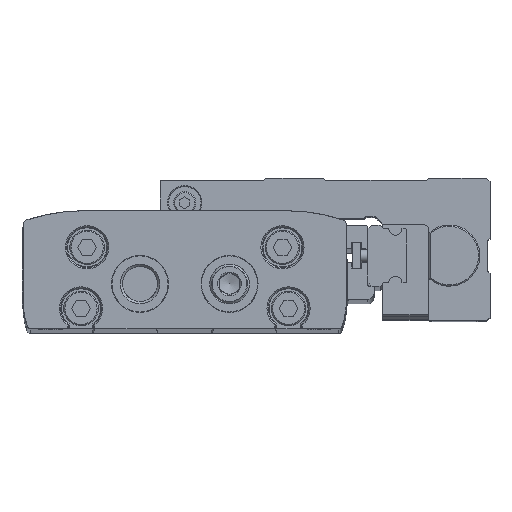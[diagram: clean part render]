
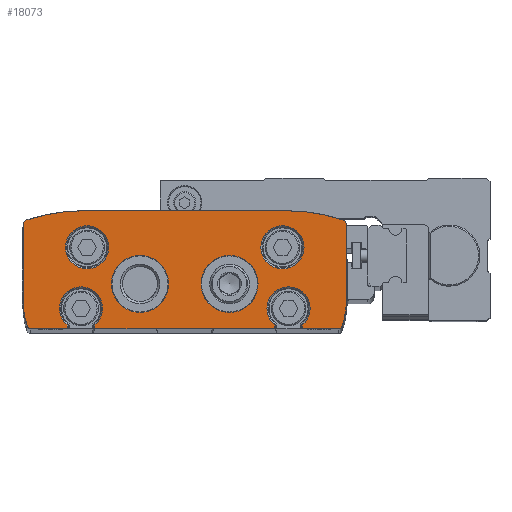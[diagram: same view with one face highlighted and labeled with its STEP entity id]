
A CAD part, top view. The second image highlights one B-rep face of the part: STEP entity #18073.
In plain terms, the highlighted planar face has unit normal (0, 0, 1).
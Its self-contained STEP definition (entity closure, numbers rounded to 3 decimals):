
#802=CIRCLE('',#22140,5.3);
#803=CIRCLE('',#22141,5.3);
#804=CIRCLE('',#22142,1.);
#805=CIRCLE('',#22143,21.);
#806=CIRCLE('',#22144,1.);
#807=CIRCLE('',#22145,45.);
#808=CIRCLE('',#22146,45.);
#809=CIRCLE('',#22147,1.);
#810=CIRCLE('',#22148,21.);
#811=CIRCLE('',#22149,1.);
#812=CIRCLE('',#22150,5.3);
#813=CIRCLE('',#22151,5.3);
#814=CIRCLE('',#22152,7.);
#815=CIRCLE('',#22153,7.);
#1848=ORIENTED_EDGE('',*,*,#6855,.F.);
#1849=ORIENTED_EDGE('',*,*,#6844,.T.);
#1850=ORIENTED_EDGE('',*,*,#6704,.T.);
#1851=ORIENTED_EDGE('',*,*,#6846,.F.);
#1852=ORIENTED_EDGE('',*,*,#6856,.F.);
#1853=ORIENTED_EDGE('',*,*,#6854,.T.);
#1854=ORIENTED_EDGE('',*,*,#6696,.T.);
#1855=ORIENTED_EDGE('',*,*,#6857,.T.);
#1856=ORIENTED_EDGE('',*,*,#6858,.T.);
#1857=ORIENTED_EDGE('',*,*,#6859,.T.);
#1858=ORIENTED_EDGE('',*,*,#6860,.T.);
#1859=ORIENTED_EDGE('',*,*,#6861,.T.);
#1860=ORIENTED_EDGE('',*,*,#6862,.T.);
#1861=ORIENTED_EDGE('',*,*,#6863,.T.);
#1862=ORIENTED_EDGE('',*,*,#6864,.T.);
#1863=ORIENTED_EDGE('',*,*,#6865,.T.);
#1864=ORIENTED_EDGE('',*,*,#6866,.T.);
#1865=ORIENTED_EDGE('',*,*,#6867,.T.);
#1866=ORIENTED_EDGE('',*,*,#6692,.T.);
#1867=ORIENTED_EDGE('',*,*,#6836,.F.);
#1868=ORIENTED_EDGE('',*,*,#6868,.F.);
#1869=ORIENTED_EDGE('',*,*,#6869,.F.);
#1870=ORIENTED_EDGE('',*,*,#6870,.F.);
#1871=ORIENTED_EDGE('',*,*,#6871,.F.);
#6692=EDGE_CURVE('',#9212,#9211,#11027,.T.);
#6696=EDGE_CURVE('',#9216,#9215,#11031,.T.);
#6704=EDGE_CURVE('',#9224,#9223,#11035,.T.);
#6836=EDGE_CURVE('',#9343,#9211,#11113,.T.);
#6844=EDGE_CURVE('',#9348,#9224,#11120,.T.);
#6846=EDGE_CURVE('',#9349,#9223,#11121,.T.);
#6854=EDGE_CURVE('',#9354,#9216,#11128,.T.);
#6855=EDGE_CURVE('',#9348,#9343,#802,.T.);
#6856=EDGE_CURVE('',#9354,#9349,#803,.T.);
#6857=EDGE_CURVE('',#9215,#9355,#804,.T.);
#6858=EDGE_CURVE('',#9355,#9356,#805,.T.);
#6859=EDGE_CURVE('',#9356,#9357,#11129,.T.);
#6860=EDGE_CURVE('',#9357,#9358,#806,.T.);
#6861=EDGE_CURVE('',#9358,#9359,#807,.T.);
#6862=EDGE_CURVE('',#9359,#9360,#11130,.T.);
#6863=EDGE_CURVE('',#9360,#9361,#808,.T.);
#6864=EDGE_CURVE('',#9361,#9362,#809,.T.);
#6865=EDGE_CURVE('',#9362,#9363,#11131,.T.);
#6866=EDGE_CURVE('',#9363,#9364,#810,.T.);
#6867=EDGE_CURVE('',#9364,#9212,#811,.T.);
#6868=EDGE_CURVE('',#9365,#9365,#812,.T.);
#6869=EDGE_CURVE('',#9366,#9366,#813,.T.);
#6870=EDGE_CURVE('',#9367,#9367,#814,.T.);
#6871=EDGE_CURVE('',#9368,#9368,#815,.T.);
#9211=VERTEX_POINT('',#29888);
#9212=VERTEX_POINT('',#29890);
#9215=VERTEX_POINT('',#29896);
#9216=VERTEX_POINT('',#29898);
#9223=VERTEX_POINT('',#29912);
#9224=VERTEX_POINT('',#29914);
#9343=VERTEX_POINT('',#30196);
#9348=VERTEX_POINT('',#30215);
#9349=VERTEX_POINT('',#30222);
#9354=VERTEX_POINT('',#30241);
#9355=VERTEX_POINT('',#30247);
#9356=VERTEX_POINT('',#30249);
#9357=VERTEX_POINT('',#30251);
#9358=VERTEX_POINT('',#30253);
#9359=VERTEX_POINT('',#30255);
#9360=VERTEX_POINT('',#30257);
#9361=VERTEX_POINT('',#30259);
#9362=VERTEX_POINT('',#30261);
#9363=VERTEX_POINT('',#30263);
#9364=VERTEX_POINT('',#30265);
#9365=VERTEX_POINT('',#30268);
#9366=VERTEX_POINT('',#30270);
#9367=VERTEX_POINT('',#30272);
#9368=VERTEX_POINT('',#30274);
#11027=LINE('',#29889,#12574);
#11031=LINE('',#29897,#12578);
#11035=LINE('',#29913,#12582);
#11113=LINE('',#30198,#12660);
#11120=LINE('',#30216,#12667);
#11121=LINE('',#30224,#12668);
#11128=LINE('',#30242,#12675);
#11129=LINE('',#30250,#12676);
#11130=LINE('',#30256,#12677);
#11131=LINE('',#30262,#12678);
#12574=VECTOR('',#24162,1000.);
#12578=VECTOR('',#24166,1000.);
#12582=VECTOR('',#24178,1000.);
#12660=VECTOR('',#24388,1000.);
#12667=VECTOR('',#24401,1000.);
#12668=VECTOR('',#24404,1000.);
#12675=VECTOR('',#24417,1000.);
#12676=VECTOR('',#24428,1000.);
#12677=VECTOR('',#24433,1000.);
#12678=VECTOR('',#24438,1000.);
#14161=EDGE_LOOP('',(#1848,#1849,#1850,#1851,#1852,#1853,#1854,#1855,#1856,
#1857,#1858,#1859,#1860,#1861,#1862,#1863,#1864,#1865,#1866,#1867));
#14162=EDGE_LOOP('',(#1868));
#14163=EDGE_LOOP('',(#1869));
#14164=EDGE_LOOP('',(#1870));
#14165=EDGE_LOOP('',(#1871));
#15826=FACE_BOUND('',#14161,.T.);
#15827=FACE_BOUND('',#14162,.T.);
#15828=FACE_BOUND('',#14163,.T.);
#15829=FACE_BOUND('',#14164,.T.);
#15830=FACE_BOUND('',#14165,.T.);
#17484=PLANE('',#22139);
#18073=ADVANCED_FACE('',(#15826,#15827,#15828,#15829,#15830),#17484,.T.);
#22139=AXIS2_PLACEMENT_3D('',#30243,#24418,#24419);
#22140=AXIS2_PLACEMENT_3D('',#30244,#24420,#24421);
#22141=AXIS2_PLACEMENT_3D('',#30245,#24422,#24423);
#22142=AXIS2_PLACEMENT_3D('',#30246,#24424,#24425);
#22143=AXIS2_PLACEMENT_3D('',#30248,#24426,#24427);
#22144=AXIS2_PLACEMENT_3D('',#30252,#24429,#24430);
#22145=AXIS2_PLACEMENT_3D('',#30254,#24431,#24432);
#22146=AXIS2_PLACEMENT_3D('',#30258,#24434,#24435);
#22147=AXIS2_PLACEMENT_3D('',#30260,#24436,#24437);
#22148=AXIS2_PLACEMENT_3D('',#30264,#24439,#24440);
#22149=AXIS2_PLACEMENT_3D('',#30266,#24441,#24442);
#22150=AXIS2_PLACEMENT_3D('',#30267,#24443,#24444);
#22151=AXIS2_PLACEMENT_3D('',#30269,#24445,#24446);
#22152=AXIS2_PLACEMENT_3D('',#30271,#24447,#24448);
#22153=AXIS2_PLACEMENT_3D('',#30273,#24449,#24450);
#24162=DIRECTION('',(1.,0.,0.));
#24166=DIRECTION('',(1.,0.,0.));
#24178=DIRECTION('',(1.,0.,0.));
#24388=DIRECTION('',(0.,-1.,0.));
#24401=DIRECTION('',(0.,-1.,0.));
#24404=DIRECTION('',(0.,-1.,0.));
#24417=DIRECTION('',(0.,-1.,0.));
#24418=DIRECTION('',(0.,0.,1.));
#24419=DIRECTION('',(1.,0.,0.));
#24420=DIRECTION('',(0.,0.,1.));
#24421=DIRECTION('',(1.,0.,0.));
#24422=DIRECTION('',(0.,0.,1.));
#24423=DIRECTION('',(1.,0.,0.));
#24424=DIRECTION('',(0.,0.,1.));
#24425=DIRECTION('',(1.,0.,0.));
#24426=DIRECTION('',(0.,0.,1.));
#24427=DIRECTION('',(1.,0.,0.));
#24428=DIRECTION('',(0.,1.,0.));
#24429=DIRECTION('',(0.,0.,1.));
#24430=DIRECTION('',(1.,0.,0.));
#24431=DIRECTION('',(0.,0.,1.));
#24432=DIRECTION('',(1.,0.,0.));
#24433=DIRECTION('',(-1.,0.,0.));
#24434=DIRECTION('',(0.,0.,1.));
#24435=DIRECTION('',(1.,0.,0.));
#24436=DIRECTION('',(0.,0.,1.));
#24437=DIRECTION('',(1.,0.,0.));
#24438=DIRECTION('',(0.,-1.,0.));
#24439=DIRECTION('',(0.,0.,1.));
#24440=DIRECTION('',(1.,0.,0.));
#24441=DIRECTION('',(0.,0.,1.));
#24442=DIRECTION('',(1.,0.,0.));
#24443=DIRECTION('',(0.,0.,1.));
#24444=DIRECTION('',(1.,0.,0.));
#24445=DIRECTION('',(0.,0.,1.));
#24446=DIRECTION('',(1.,0.,0.));
#24447=DIRECTION('',(0.,0.,1.));
#24448=DIRECTION('',(1.,0.,0.));
#24449=DIRECTION('',(0.,0.,1.));
#24450=DIRECTION('',(1.,0.,0.));
#29888=CARTESIAN_POINT('',(-28.9,0.,350.));
#29889=CARTESIAN_POINT('',(-37.779,0.,350.));
#29890=CARTESIAN_POINT('',(-37.779,0.,350.));
#29896=CARTESIAN_POINT('',(37.779,0.,350.));
#29897=CARTESIAN_POINT('',(-37.779,0.,350.));
#29898=CARTESIAN_POINT('',(28.9,0.,350.));
#29912=CARTESIAN_POINT('',(22.1,0.,350.));
#29913=CARTESIAN_POINT('',(-37.779,0.,350.));
#29914=CARTESIAN_POINT('',(-22.1,0.,350.));
#30196=CARTESIAN_POINT('',(-28.9,0.934,350.));
#30198=CARTESIAN_POINT('',(-28.9,5.,350.));
#30215=CARTESIAN_POINT('',(-22.1,0.934,350.));
#30216=CARTESIAN_POINT('',(-22.1,5.,350.));
#30222=CARTESIAN_POINT('',(22.1,0.934,350.));
#30224=CARTESIAN_POINT('',(22.1,5.,350.));
#30241=CARTESIAN_POINT('',(28.9,0.934,350.));
#30242=CARTESIAN_POINT('',(28.9,5.,350.));
#30243=CARTESIAN_POINT('',(-18.7,7.,350.));
#30244=CARTESIAN_POINT('',(-25.5,5.,350.));
#30245=CARTESIAN_POINT('',(25.5,5.,350.));
#30246=CARTESIAN_POINT('',(37.779,1.,350.));
#30247=CARTESIAN_POINT('',(38.733,0.7,350.));
#30248=CARTESIAN_POINT('',(18.7,7.,350.));
#30249=CARTESIAN_POINT('',(39.7,7.,350.));
#30250=CARTESIAN_POINT('',(39.7,7.,350.));
#30251=CARTESIAN_POINT('',(39.7,25.713,350.));
#30252=CARTESIAN_POINT('',(38.7,25.713,350.));
#30253=CARTESIAN_POINT('',(39.018,26.661,350.));
#30254=CARTESIAN_POINT('',(24.7,-16.,350.));
#30255=CARTESIAN_POINT('',(24.7,29.,350.));
#30256=CARTESIAN_POINT('',(24.7,29.,350.));
#30257=CARTESIAN_POINT('',(-24.7,29.,350.));
#30258=CARTESIAN_POINT('',(-24.7,-16.,350.));
#30259=CARTESIAN_POINT('',(-39.018,26.661,350.));
#30260=CARTESIAN_POINT('',(-38.7,25.713,350.));
#30261=CARTESIAN_POINT('',(-39.7,25.713,350.));
#30262=CARTESIAN_POINT('',(-39.7,25.713,350.));
#30263=CARTESIAN_POINT('',(-39.7,7.,350.));
#30264=CARTESIAN_POINT('',(-18.7,7.,350.));
#30265=CARTESIAN_POINT('',(-38.733,0.7,350.));
#30266=CARTESIAN_POINT('',(-37.779,1.,350.));
#30267=CARTESIAN_POINT('',(-24.,20.,350.));
#30268=CARTESIAN_POINT('',(-18.7,20.,350.));
#30269=CARTESIAN_POINT('',(24.,20.,350.));
#30270=CARTESIAN_POINT('',(29.3,20.,350.));
#30271=CARTESIAN_POINT('',(-11.,11.,350.));
#30272=CARTESIAN_POINT('',(-4.,11.,350.));
#30273=CARTESIAN_POINT('',(11.,11.,350.));
#30274=CARTESIAN_POINT('',(18.,11.,350.));
